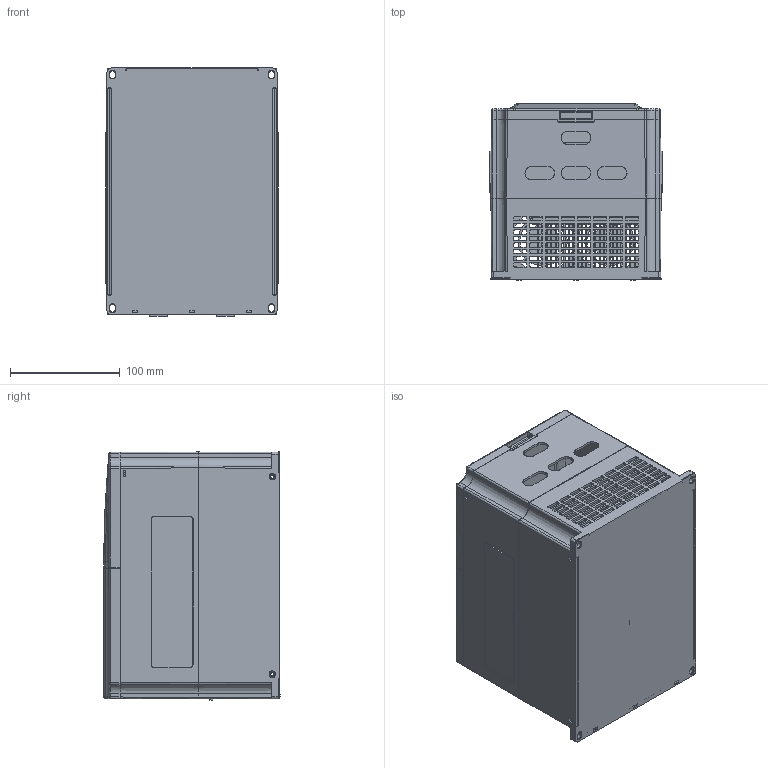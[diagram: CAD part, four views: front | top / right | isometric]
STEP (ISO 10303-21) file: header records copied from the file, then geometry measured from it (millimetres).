
FILE_DESCRIPTION (( 'STEP AP203' ), '1' );
FILE_NAME ('740_5_5 êÂò.STEP', '2023-07-13T13:59:30', ( '' ), ( '' ), 'SwSTEP 2.0', 'SolidWorks 2022', '' );
FILE_SCHEMA (( 'CONFIG_CONTROL_DESIGN' ));
Products named in the file (1): 740_5_5 кВт
Bounding box: 157 x 161 x 226 mm (x, y, z)
Volume: 803543.8 mm3; surface area: 861702.2 mm2
Topology: 1 solids, 73 shells, 3655 faces, 10025 edges, 6476 vertices
Faces by surface type: plane 2258, cylinder 1111, bspline 108, cone 92, torus 68, sphere 18
Entity records: 126241 total; most frequent: CARTESIAN_POINT 33498, ORIENTED_EDGE 20020, DIRECTION 18161, EDGE_CURVE 10010, VECTOR 6857, LINE 6857, VERTEX_POINT 6476, AXIS2_PLACEMENT_3D 5652
